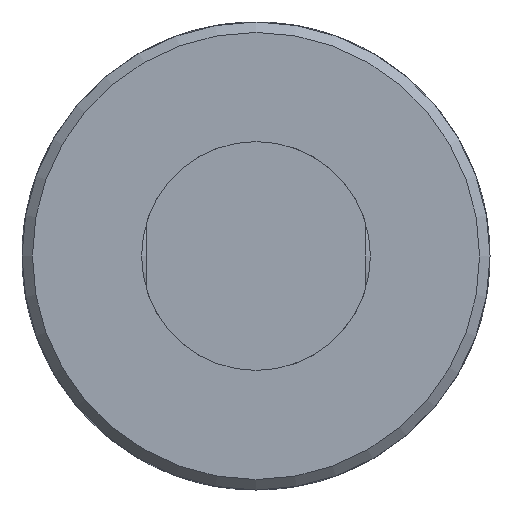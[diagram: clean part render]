
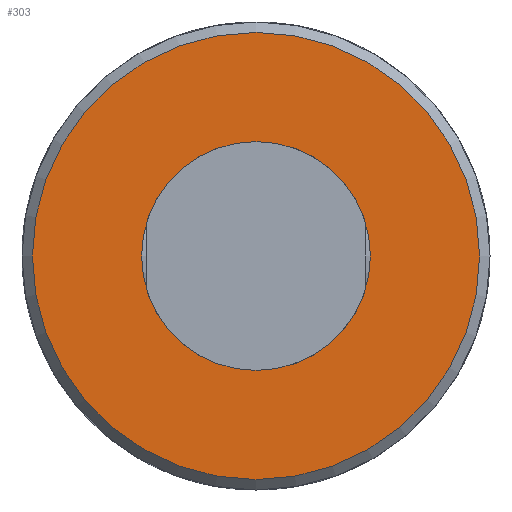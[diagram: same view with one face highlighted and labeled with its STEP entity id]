
A CAD part, left-side view. The second image highlights one B-rep face of the part: STEP entity #303.
In plain terms, the highlighted planar face has unit normal (-1, 0, 0).
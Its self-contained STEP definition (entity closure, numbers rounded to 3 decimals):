
#303 = ADVANCED_FACE( '', ( #610, #611 ), #612, .T. );
#610 = FACE_BOUND( '', #898, .T. );
#611 = FACE_OUTER_BOUND( '', #899, .T. );
#612 = PLANE( '', #900 );
#898 = EDGE_LOOP( '', ( #1463 ) );
#899 = EDGE_LOOP( '', ( #1464 ) );
#900 = AXIS2_PLACEMENT_3D( '', #1465, #1466, #1467 );
#1463 = ORIENTED_EDGE( '', *, *, #1587, .T. );
#1464 = ORIENTED_EDGE( '', *, *, #1679, .F. );
#1465 = CARTESIAN_POINT( '', ( 0., 21.5, 0. ) );
#1466 = DIRECTION( '', ( -1., 0., 0. ) );
#1467 = DIRECTION( '', ( 0., 0., 1. ) );
#1587 = EDGE_CURVE( '', #1863, #1863, #1864, .T. );
#1679 = EDGE_CURVE( '', #1989, #1989, #1990, .T. );
#1863 = VERTEX_POINT( '', #2627 );
#1864 = CIRCLE( '', #2628, 11. );
#1989 = VERTEX_POINT( '', #3241 );
#1990 = CIRCLE( '', #3242, 21.5 );
#2627 = CARTESIAN_POINT( '', ( 0., 0., -11. ) );
#2628 = AXIS2_PLACEMENT_3D( '', #3383, #3384, #3385 );
#3241 = CARTESIAN_POINT( '', ( 0., 0., -21.5 ) );
#3242 = AXIS2_PLACEMENT_3D( '', #3476, #3477, #3478 );
#3383 = CARTESIAN_POINT( '', ( 0., 0., 0. ) );
#3384 = DIRECTION( '', ( 1., 0., 0. ) );
#3385 = DIRECTION( '', ( 0., 0., -1. ) );
#3476 = CARTESIAN_POINT( '', ( 0., 0., 0. ) );
#3477 = DIRECTION( '', ( 1., 0., 0. ) );
#3478 = DIRECTION( '', ( 0., 0., -1. ) );
